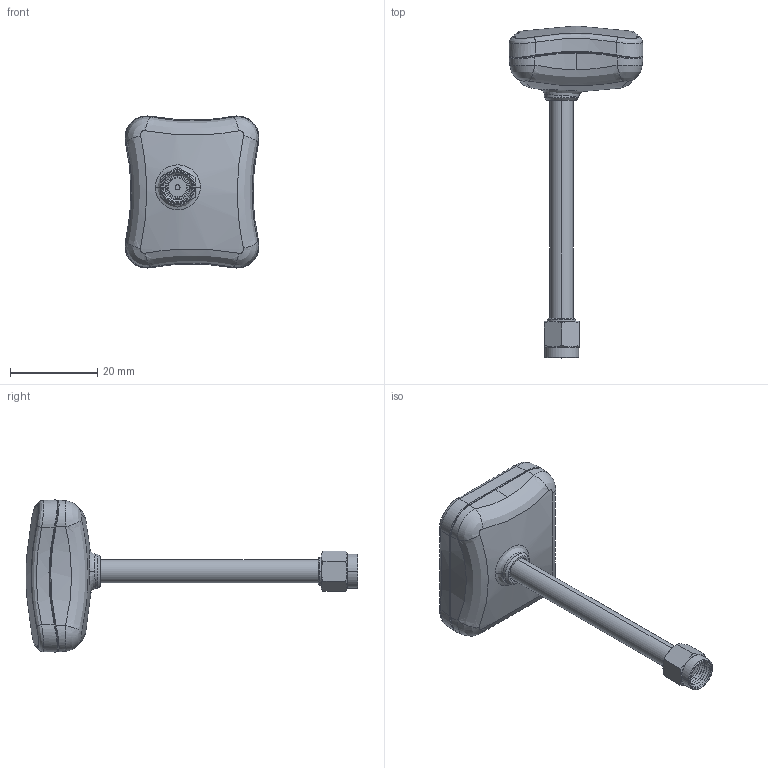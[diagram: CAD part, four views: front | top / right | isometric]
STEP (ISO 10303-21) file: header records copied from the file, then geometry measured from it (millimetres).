
FILE_DESCRIPTION (( 'STEP AP214' ), '1' );
FILE_NAME ('WCM.10.005QQ111_Web.STEP', '2022-03-14T16:02:28', ( '' ), ( '' ), 'SwSTEP 2.0', 'SolidWorks 2018', '' );
FILE_SCHEMA (( 'AUTOMOTIVE_DESIGN' ));
Length unit declared in the file: millimetre
Products named in the file (1): WCM.10.005QQ111_Web
Bounding box: 30.71 x 76.1 x 34.87 mm (x, y, z)
Surface area: 4596 mm2 (no closed solid volume)
Topology: 0 solids, 6 shells, 142 faces, 377 edges, 244 vertices
Faces by surface type: bspline 52, cone 48, cylinder 30, plane 12
Entity records: 19238 total; most frequent: CARTESIAN_POINT 14758, ORIENTED_EDGE 661, DIRECTION 429, EDGE_CURVE 377, VERTEX_POINT 244, B_SPLINE_CURVE_WITH_KNOTS 188, AXIS2_PLACEMENT_3D 169, EDGE_LOOP 151
